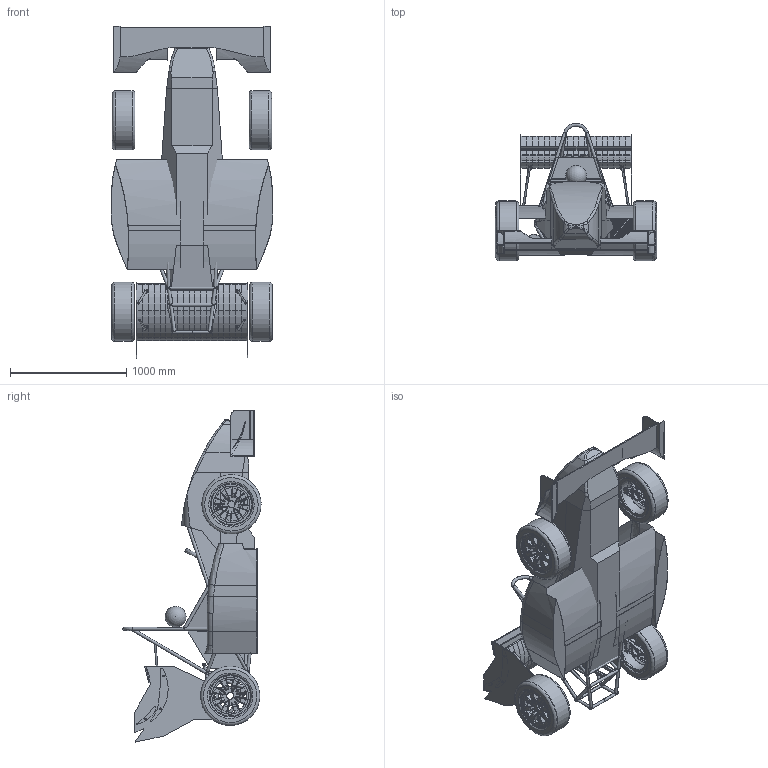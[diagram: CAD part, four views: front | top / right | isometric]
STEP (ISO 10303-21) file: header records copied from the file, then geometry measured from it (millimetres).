
FILE_DESCRIPTION(/* description */ (''),/* implementation_level */ '2;1');
FILE_NAME(/* name */ 'Final_Assembly_close.stp',/* time_stamp */ '2017-12-14T21:08:40+09:00',/* author */ ('KITF'),/* organization */ (''),/* preprocessor_version */ 'ST-DEVELOPER v16.13',/* originating_system */ 'Autodesk Inventor 2018',/* authorisation */ '');
FILE_SCHEMA (('AUTOMOTIVE_DESIGN { 1 0 10303 214 3 1 1 }'));
Products named in the file (43): assembly; KS-14_SLow_replace; final_assembly_2017_SuperUltraLow; frame3kaiseki_retutch; F-Upright; Ｆｒｏｎｔ　ｕｐｌｉｇｈｔ; R-Upright; Rear Upright 4.16; driver; steering assembly; 2016S.S.Wheel; F-Upright_MIR1; Ｆｒｏｎｔ　ｕｐｌｉｇｈｔ_
MIR1; R-Upright_MIR2; Rear Upright 4.16_MIR2; 2017 exhaust assembly_retouch; kaul_retouch; newbody; radiator 2014 kaiseki; wall; wall_MIR1; 2015Wheel watanabe; F-wing; type7_base; type8_end_plate; type7_end_plate_MIR; type7_element; type7_stay; test; test_MIR1; R-wing; main_flap; styro_50_main; pipe_square; sub_flap; styro_50_sub; pipe; end_plate; foward_flap; stick ...
Assembly tree (91 placements, depth 5):
  assembly
    KS-14_SLow_replace
      final_assembly_2017_SuperUltraLow
        frame3kaiseki_retutch
        F-Upright
          Ｆｒｏｎｔ　ｕｐｌｉｇｈｔ
        R-Upright
          Rear Upright 4.16
        driver
        steering assembly
          2016S.S.Wheel
        F-Upright_MIR1
          Ｆｒｏｎｔ　ｕｐｌｉｇｈｔ_
MIR1
        R-Upright_MIR2
          Rear Upright 4.16_MIR2
        2017 exhaust assembly_retouch
        kaul_retouch
        newbody
        radiator 2014 kaiseki
        wall
        wall_MIR1
        2015Wheel watanabe  x4
    F-wing
      type7_base
      type8_end_plate
      type7_end_plate_MIR
      type7_element
      type7_stay  x2
    test
    test_MIR1
    R-wing
      main_flap
        styro_50_main  x19
        pipe_square  x5
        pipe  x2
      sub_flap
        styro_50_sub  x19
        pipe
      end_plate  x2
      foward_flap
    stick
    stick2  x2
    stick1
    stick21  x2
Bounding box: 1393.46 x 1189.29 x 2859.1 mm (x, y, z)
Volume: 572091422.9 mm3; surface area: 31414428.3 mm2
Topology: 169 solids, 171 shells, 2982 faces, 7588 edges, 4934 vertices
Faces by surface type: cylinder 1454, plane 1147, torus 211, bspline 122, cone 43, sphere 5
Full cylindrical faces by diameter (mm): 5 x3, 6 x12, 8 x18, 11 x3, 12 x19, 12.5 x20, 13.36 x2, 15 x61, 18.2 x1, 20 x1, 22.2 x10, 22.6 x2, 23 x28, 23.919 x1, 23.949 x1, 24 x4, 24.128 x1, 24.27 x1, 24.621 x1, 25.4 x59, 25.985 x1, 26.2 x3, 27.2 x1, 28.385 x1, 28.6 x11, 31.8 x2, 42 x1, 60 x4, 66 x4, 72 x8
Entity records: 66457 total; most frequent: CARTESIAN_POINT 23808, DIRECTION 8758, ORIENTED_EDGE 7994, EDGE_CURVE 3997, AXIS2_PLACEMENT_3D 3444, VERTEX_POINT 2758, EDGE_LOOP 2269, LINE 1870
